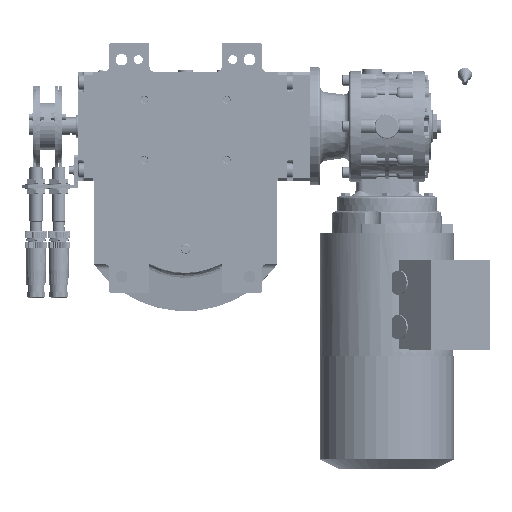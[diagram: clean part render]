
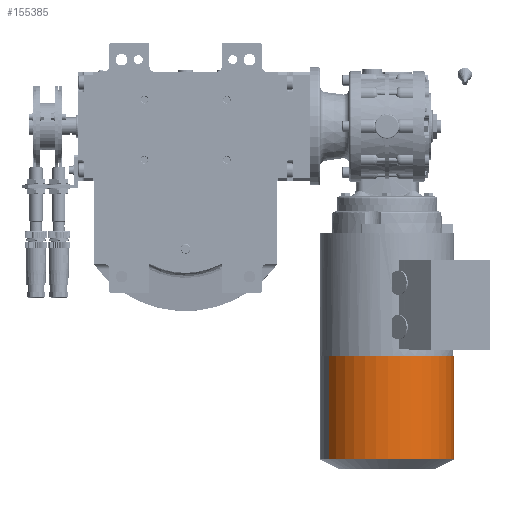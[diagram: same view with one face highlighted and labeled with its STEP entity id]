
A CAD part, front view. The second image highlights one B-rep face of the part: STEP entity #155385.
In plain terms, the highlighted cylindrical face has radius 60.5 mm (diameter 121 mm), a partial arc.
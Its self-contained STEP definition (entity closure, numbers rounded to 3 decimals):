
#5914 = LINE ( 'NONE', #57529, #110930 ) ;
#9957 = VERTEX_POINT ( 'NONE', #78754 ) ;
#11443 = DIRECTION ( 'NONE',  ( 0., 0.242, 0.97 ) ) ;
#11740 = VERTEX_POINT ( 'NONE', #119284 ) ;
#11989 = CIRCLE ( 'NONE', #115458, 60.5 ) ;
#22503 = CARTESIAN_POINT ( 'NONE',  ( -64.811, 8.35, 58.703 ) ) ;
#30295 = VERTEX_POINT ( 'NONE', #131128 ) ;
#35575 = CARTESIAN_POINT ( 'NONE',  ( -158.212, -6.286, 0. ) ) ;
#38576 = EDGE_CURVE ( 'NONE', #40712, #30295, #158840, .T. ) ;
#40712 = VERTEX_POINT ( 'NONE', #123710 ) ;
#41424 = FACE_OUTER_BOUND ( 'NONE', #48607, .T. ) ;
#48607 = EDGE_LOOP ( 'NONE', ( #157201, #103925, #77009, #78905 ) ) ;
#50347 = DIRECTION ( 'NONE',  ( 1., 0., 0. ) ) ;
#53949 = DIRECTION ( 'NONE',  ( -1., 0., 0. ) ) ;
#57529 = CARTESIAN_POINT ( 'NONE',  ( -158.212, -20.922, -58.703 ) ) ;
#69907 = EDGE_CURVE ( 'NONE', #9957, #11740, #11989, .T. ) ;
#77009 = ORIENTED_EDGE ( 'NONE', *, *, #69907, .F. ) ;
#78001 = CARTESIAN_POINT ( 'NONE',  ( -26.951, -6.286, 0. ) ) ;
#78754 = CARTESIAN_POINT ( 'NONE',  ( -158.212, 8.35, 58.703 ) ) ;
#78905 = ORIENTED_EDGE ( 'NONE', *, *, #92200, .F. ) ;
#90451 = CYLINDRICAL_SURFACE ( 'NONE', #126163, 60.5 ) ;
#92074 = DIRECTION ( 'NONE',  ( 0., 0.242, 0.97 ) ) ;
#92200 = EDGE_CURVE ( 'NONE', #30295, #9957, #133968, .T. ) ;
#103925 = ORIENTED_EDGE ( 'NONE', *, *, #147464, .F. ) ;
#110930 = VECTOR ( 'NONE', #145611, 1000. ) ;
#112835 = DIRECTION ( 'NONE',  ( -1., 0., 0. ) ) ;
#115458 = AXIS2_PLACEMENT_3D ( 'NONE', #35575, #112835, #11443 ) ;
#119284 = CARTESIAN_POINT ( 'NONE',  ( -158.212, -20.922, -58.703 ) ) ;
#123710 = CARTESIAN_POINT ( 'NONE',  ( -64.811, -20.922, -58.703 ) ) ;
#126163 = AXIS2_PLACEMENT_3D ( 'NONE', #78001, #53949, #92074 ) ;
#126826 = AXIS2_PLACEMENT_3D ( 'NONE', #138420, #50347, #139228 ) ;
#129687 = VECTOR ( 'NONE', #158978, 1000. ) ;
#131128 = CARTESIAN_POINT ( 'NONE',  ( -64.811, 8.35, 58.703 ) ) ;
#133968 = LINE ( 'NONE', #22503, #129687 ) ;
#138420 = CARTESIAN_POINT ( 'NONE',  ( -64.811, -6.286, 0. ) ) ;
#139228 = DIRECTION ( 'NONE',  ( 0., -0.242, -0.97 ) ) ;
#145611 = DIRECTION ( 'NONE',  ( 1., 0., 0. ) ) ;
#147464 = EDGE_CURVE ( 'NONE', #11740, #40712, #5914, .T. ) ;
#155385 = ADVANCED_FACE ( 'NONE', ( #41424 ), #90451, .T. ) ;
#157201 = ORIENTED_EDGE ( 'NONE', *, *, #38576, .F. ) ;
#158840 = CIRCLE ( 'NONE', #126826, 60.5 ) ;
#158978 = DIRECTION ( 'NONE',  ( -1., 0., 0. ) ) ;
